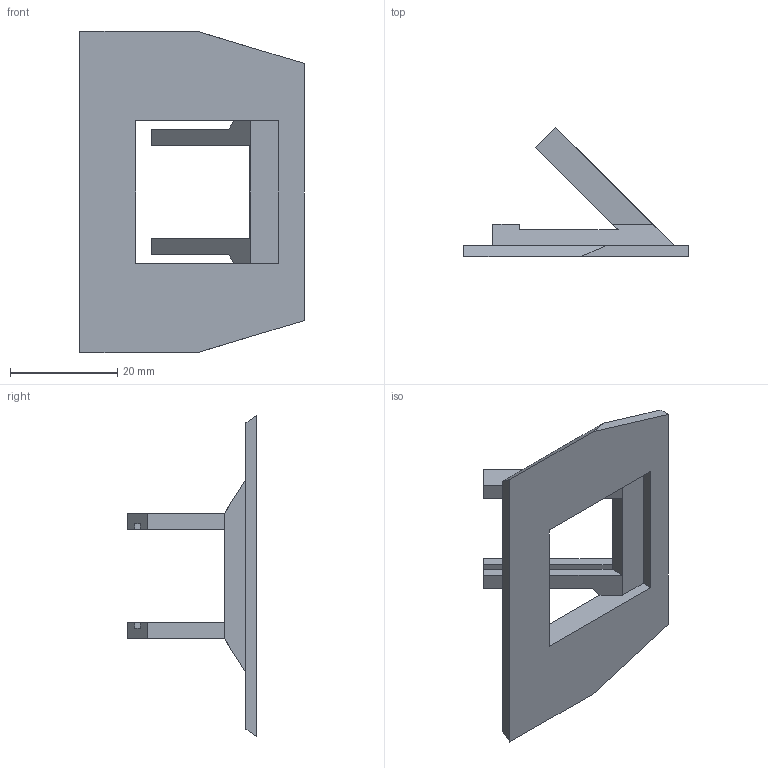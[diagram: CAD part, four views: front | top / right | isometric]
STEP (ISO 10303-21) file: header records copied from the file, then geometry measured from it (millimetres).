
FILE_DESCRIPTION (( 'STEP AP214' ), '1' );
FILE_NAME ('hud.STEP', '2025-04-10T07:11:56', ( '' ), ( '' ), 'SwSTEP 2.0', 'SolidWorks 2023', '' );
FILE_SCHEMA (( 'AUTOMOTIVE_DESIGN' ));
Length unit declared in the file: millimetre
Products named in the file (1): hud
Bounding box: 41.9 x 24.13 x 60 mm (x, y, z)
Volume: 5506 mm3; surface area: 5654.7 mm2
Topology: 1 solids, 1 shells, 37 faces, 99 edges, 64 vertices
Faces by surface type: plane 37
Entity records: 1152 total; most frequent: CARTESIAN_POINT 201, ORIENTED_EDGE 198, DIRECTION 175, EDGE_CURVE 99, VECTOR 99, LINE 99, VERTEX_POINT 64, EDGE_LOOP 39
